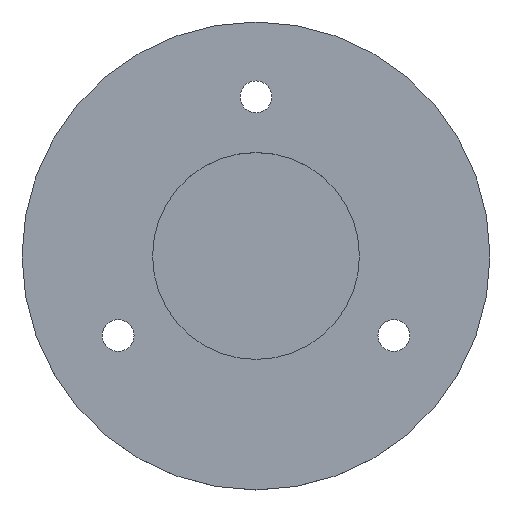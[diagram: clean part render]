
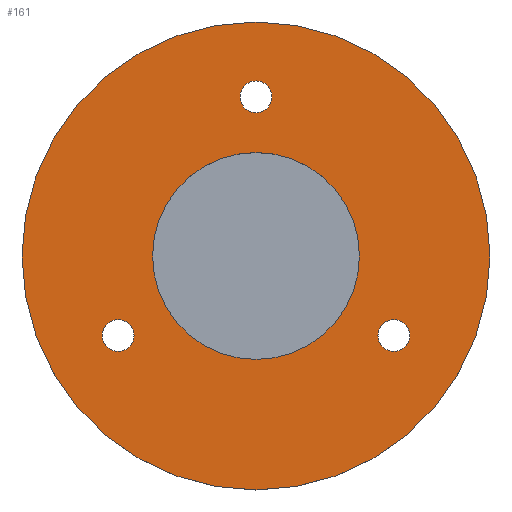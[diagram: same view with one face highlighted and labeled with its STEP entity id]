
A CAD part, top view. The second image highlights one B-rep face of the part: STEP entity #161.
In plain terms, the highlighted planar face has unit normal (0, 0, 1).
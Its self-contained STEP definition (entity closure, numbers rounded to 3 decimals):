
#4 = CARTESIAN_POINT ( 'NONE',  ( 2., 20., 8. ) ) ;
#10 = AXIS2_PLACEMENT_3D ( 'NONE', #399, #630, #271 ) ;
#12 = DIRECTION ( 'NONE',  ( 1., 0., 0. ) ) ;
#38 = PLANE ( 'NONE',  #396 ) ;
#44 = ORIENTED_EDGE ( 'NONE', *, *, #843, .F. ) ;
#49 = FACE_BOUND ( 'NONE', #553, .T. ) ;
#59 = CIRCLE ( 'NONE', #641, 2. ) ;
#68 = DIRECTION ( 'NONE',  ( 1., 0., 0. ) ) ;
#86 = DIRECTION ( 'NONE',  ( 0., 0., 1. ) ) ;
#87 = EDGE_LOOP ( 'NONE', ( #624, #615 ) ) ;
#114 = DIRECTION ( 'NONE',  ( 1., 0., 0. ) ) ;
#116 = EDGE_CURVE ( 'NONE', #638, #367, #772, .T. ) ;
#120 = DIRECTION ( 'NONE',  ( 0., 0., 1. ) ) ;
#122 = DIRECTION ( 'NONE',  ( 0., 0., 1. ) ) ;
#134 = EDGE_CURVE ( 'NONE', #851, #802, #213, .T. ) ;
#148 = DIRECTION ( 'NONE',  ( 1., 0., 0. ) ) ;
#150 = CIRCLE ( 'NONE', #571, 2. ) ;
#151 = VERTEX_POINT ( 'NONE', #255 ) ;
#152 = CIRCLE ( 'NONE', #265, 13. ) ;
#161 = ADVANCED_FACE ( 'NONE', ( #466, #561, #49, #183, #942 ), #38, .T. ) ;
#183 = FACE_BOUND ( 'NONE', #204, .T. ) ;
#185 = VERTEX_POINT ( 'NONE', #727 ) ;
#204 = EDGE_LOOP ( 'NONE', ( #44, #220 ) ) ;
#207 = EDGE_CURVE ( 'NONE', #185, #424, #244, .T. ) ;
#208 = CARTESIAN_POINT ( 'NONE',  ( 0., 0., 8. ) ) ;
#213 = CIRCLE ( 'NONE', #923, 2. ) ;
#219 = CIRCLE ( 'NONE', #762, 2. ) ;
#220 = ORIENTED_EDGE ( 'NONE', *, *, #134, .F. ) ;
#234 = DIRECTION ( 'NONE',  ( 1., 0., 0. ) ) ;
#244 = CIRCLE ( 'NONE', #794, 29.4 ) ;
#255 = CARTESIAN_POINT ( 'NONE',  ( 19.321, -10., 8. ) ) ;
#265 = AXIS2_PLACEMENT_3D ( 'NONE', #837, #907, #234 ) ;
#271 = DIRECTION ( 'NONE',  ( 1., 0., 0. ) ) ;
#278 = DIRECTION ( 'NONE',  ( 1., 0., 0. ) ) ;
#285 = CARTESIAN_POINT ( 'NONE',  ( -2., 20., 8. ) ) ;
#297 = VERTEX_POINT ( 'NONE', #285 ) ;
#312 = CIRCLE ( 'NONE', #401, 29.4 ) ;
#332 = DIRECTION ( 'NONE',  ( 1., 0., 0. ) ) ;
#361 = CIRCLE ( 'NONE', #467, 2. ) ;
#367 = VERTEX_POINT ( 'NONE', #433 ) ;
#377 = DIRECTION ( 'NONE',  ( 1., 0., 0. ) ) ;
#389 = ORIENTED_EDGE ( 'NONE', *, *, #898, .F. ) ;
#396 = AXIS2_PLACEMENT_3D ( 'NONE', #871, #120, #332 ) ;
#399 = CARTESIAN_POINT ( 'NONE',  ( 0., 0., 8. ) ) ;
#401 = AXIS2_PLACEMENT_3D ( 'NONE', #588, #812, #148 ) ;
#406 = DIRECTION ( 'NONE',  ( 0., 0., 1. ) ) ;
#407 = DIRECTION ( 'NONE',  ( 0., 0., 1. ) ) ;
#424 = VERTEX_POINT ( 'NONE', #957 ) ;
#429 = ORIENTED_EDGE ( 'NONE', *, *, #645, .F. ) ;
#433 = CARTESIAN_POINT ( 'NONE',  ( 13., 0., 8. ) ) ;
#455 = AXIS2_PLACEMENT_3D ( 'NONE', #911, #522, #12 ) ;
#458 = EDGE_LOOP ( 'NONE', ( #474, #611 ) ) ;
#466 = FACE_BOUND ( 'NONE', #87, .T. ) ;
#467 = AXIS2_PLACEMENT_3D ( 'NONE', #659, #799, #68 ) ;
#468 = CARTESIAN_POINT ( 'NONE',  ( 0., 20., 8. ) ) ;
#474 = ORIENTED_EDGE ( 'NONE', *, *, #815, .T. ) ;
#498 = ORIENTED_EDGE ( 'NONE', *, *, #683, .F. ) ;
#510 = CARTESIAN_POINT ( 'NONE',  ( -15.321, -10., 8. ) ) ;
#522 = DIRECTION ( 'NONE',  ( 0., 0., 1. ) ) ;
#538 = DIRECTION ( 'NONE',  ( 1., 0., 0. ) ) ;
#553 = EDGE_LOOP ( 'NONE', ( #389, #874 ) ) ;
#561 = FACE_BOUND ( 'NONE', #682, .T. ) ;
#571 = AXIS2_PLACEMENT_3D ( 'NONE', #468, #122, #538 ) ;
#588 = CARTESIAN_POINT ( 'NONE',  ( 0., 0., 8. ) ) ;
#611 = ORIENTED_EDGE ( 'NONE', *, *, #207, .T. ) ;
#615 = ORIENTED_EDGE ( 'NONE', *, *, #116, .F. ) ;
#624 = ORIENTED_EDGE ( 'NONE', *, *, #894, .F. ) ;
#630 = DIRECTION ( 'NONE',  ( 0., 0., 1. ) ) ;
#638 = VERTEX_POINT ( 'NONE', #697 ) ;
#641 = AXIS2_PLACEMENT_3D ( 'NONE', #823, #752, #377 ) ;
#645 = EDGE_CURVE ( 'NONE', #844, #297, #150, .T. ) ;
#659 = CARTESIAN_POINT ( 'NONE',  ( 0., 20., 8. ) ) ;
#663 = EDGE_CURVE ( 'NONE', #821, #151, #219, .T. ) ;
#671 = CARTESIAN_POINT ( 'NONE',  ( 15.321, -10., 8. ) ) ;
#682 = EDGE_LOOP ( 'NONE', ( #429, #498 ) ) ;
#683 = EDGE_CURVE ( 'NONE', #297, #844, #361, .T. ) ;
#692 = CARTESIAN_POINT ( 'NONE',  ( -19.321, -10., 8. ) ) ;
#697 = CARTESIAN_POINT ( 'NONE',  ( -13., 0., 8. ) ) ;
#727 = CARTESIAN_POINT ( 'NONE',  ( 29.4, 0., 8. ) ) ;
#752 = DIRECTION ( 'NONE',  ( 0., 0., 1. ) ) ;
#762 = AXIS2_PLACEMENT_3D ( 'NONE', #786, #406, #114 ) ;
#772 = CIRCLE ( 'NONE', #10, 13. ) ;
#786 = CARTESIAN_POINT ( 'NONE',  ( 17.321, -10., 8. ) ) ;
#794 = AXIS2_PLACEMENT_3D ( 'NONE', #208, #86, #278 ) ;
#799 = DIRECTION ( 'NONE',  ( 0., 0., 1. ) ) ;
#802 = VERTEX_POINT ( 'NONE', #510 ) ;
#812 = DIRECTION ( 'NONE',  ( 0., 0., 1. ) ) ;
#815 = EDGE_CURVE ( 'NONE', #424, #185, #312, .T. ) ;
#821 = VERTEX_POINT ( 'NONE', #671 ) ;
#823 = CARTESIAN_POINT ( 'NONE',  ( -17.321, -10., 8. ) ) ;
#837 = CARTESIAN_POINT ( 'NONE',  ( 0., 0., 8. ) ) ;
#843 = EDGE_CURVE ( 'NONE', #802, #851, #59, .T. ) ;
#844 = VERTEX_POINT ( 'NONE', #4 ) ;
#851 = VERTEX_POINT ( 'NONE', #692 ) ;
#871 = CARTESIAN_POINT ( 'NONE',  ( 0., 0., 8. ) ) ;
#874 = ORIENTED_EDGE ( 'NONE', *, *, #663, .F. ) ;
#876 = DIRECTION ( 'NONE',  ( 1., 0., 0. ) ) ;
#894 = EDGE_CURVE ( 'NONE', #367, #638, #152, .T. ) ;
#898 = EDGE_CURVE ( 'NONE', #151, #821, #901, .T. ) ;
#901 = CIRCLE ( 'NONE', #455, 2. ) ;
#907 = DIRECTION ( 'NONE',  ( 0., 0., 1. ) ) ;
#911 = CARTESIAN_POINT ( 'NONE',  ( 17.321, -10., 8. ) ) ;
#923 = AXIS2_PLACEMENT_3D ( 'NONE', #932, #407, #876 ) ;
#932 = CARTESIAN_POINT ( 'NONE',  ( -17.321, -10., 8. ) ) ;
#942 = FACE_OUTER_BOUND ( 'NONE', #458, .T. ) ;
#957 = CARTESIAN_POINT ( 'NONE',  ( -29.4, 0., 8. ) ) ;
